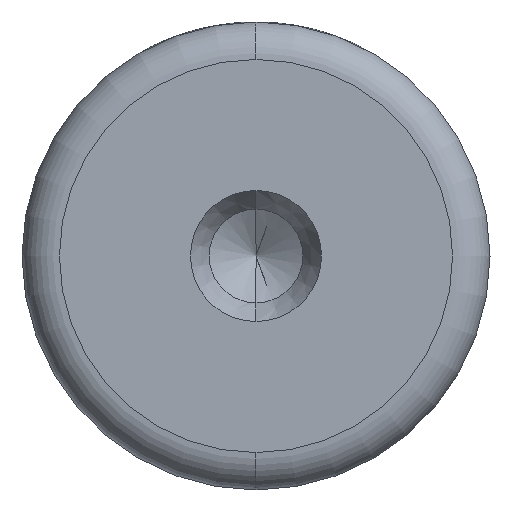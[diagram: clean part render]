
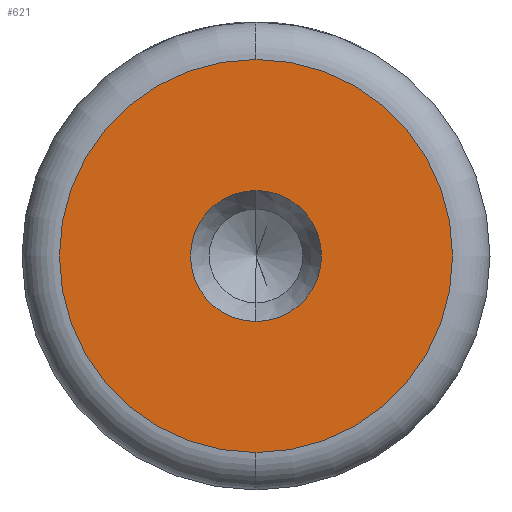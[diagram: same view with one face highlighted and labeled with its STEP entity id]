
A CAD part, left-side view. The second image highlights one B-rep face of the part: STEP entity #621.
In plain terms, the highlighted planar face has unit normal (-1, 0, 0).
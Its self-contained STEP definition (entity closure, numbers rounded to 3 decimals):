
#5 = FACE_OUTER_BOUND ( 'NONE', #495, .T. ) ;
#20 = DIRECTION ( 'NONE',  ( 0., 0., 1. ) ) ;
#33 = DIRECTION ( 'NONE',  ( 0., 0., 1. ) ) ;
#71 = DIRECTION ( 'NONE',  ( -1., 0., 0. ) ) ;
#126 = VERTEX_POINT ( 'NONE', #1082 ) ;
#179 = ORIENTED_EDGE ( 'NONE', *, *, #1213, .T. ) ;
#235 = DIRECTION ( 'NONE',  ( -1., 0., 0. ) ) ;
#312 = ORIENTED_EDGE ( 'NONE', *, *, #1134, .F. ) ;
#324 = CARTESIAN_POINT ( 'NONE',  ( 0., 0., 0. ) ) ;
#334 = VERTEX_POINT ( 'NONE', #527 ) ;
#353 = EDGE_LOOP ( 'NONE', ( #934, #312 ) ) ;
#419 = VERTEX_POINT ( 'NONE', #1311 ) ;
#429 = AXIS2_PLACEMENT_3D ( 'NONE', #919, #235, #1036 ) ;
#435 = DIRECTION ( 'NONE',  ( 0., 0., 1. ) ) ;
#440 = AXIS2_PLACEMENT_3D ( 'NONE', #1352, #688, #33 ) ;
#495 = EDGE_LOOP ( 'NONE', ( #981, #179 ) ) ;
#506 = AXIS2_PLACEMENT_3D ( 'NONE', #1337, #672, #20 ) ;
#526 = AXIS2_PLACEMENT_3D ( 'NONE', #324, #1113, #435 ) ;
#527 = CARTESIAN_POINT ( 'NONE',  ( 0., 0., -10.5 ) ) ;
#621 = ADVANCED_FACE ( 'NONE', ( #5, #1159 ), #729, .T. ) ;
#672 = DIRECTION ( 'NONE',  ( -1., 0., 0. ) ) ;
#688 = DIRECTION ( 'NONE',  ( -1., 0., 0. ) ) ;
#693 = CIRCLE ( 'NONE', #506, 10.5 ) ;
#729 = PLANE ( 'NONE',  #748 ) ;
#748 = AXIS2_PLACEMENT_3D ( 'NONE', #1287, #71, #847 ) ;
#847 = DIRECTION ( 'NONE',  ( 0., 0., 1. ) ) ;
#853 = CIRCLE ( 'NONE', #440, 10.5 ) ;
#919 = CARTESIAN_POINT ( 'NONE',  ( 0., 0., 0. ) ) ;
#934 = ORIENTED_EDGE ( 'NONE', *, *, #1220, .F. ) ;
#962 = CIRCLE ( 'NONE', #526, 3.5 ) ;
#981 = ORIENTED_EDGE ( 'NONE', *, *, #1173, .T. ) ;
#1036 = DIRECTION ( 'NONE',  ( 0., 0., 1. ) ) ;
#1049 = CARTESIAN_POINT ( 'NONE',  ( 0., 0., 3.5 ) ) ;
#1082 = CARTESIAN_POINT ( 'NONE',  ( 0., 0., -3.5 ) ) ;
#1113 = DIRECTION ( 'NONE',  ( -1., 0., 0. ) ) ;
#1117 = CIRCLE ( 'NONE', #429, 3.5 ) ;
#1134 = EDGE_CURVE ( 'NONE', #126, #1396, #962, .T. ) ;
#1159 = FACE_BOUND ( 'NONE', #353, .T. ) ;
#1173 = EDGE_CURVE ( 'NONE', #419, #334, #693, .T. ) ;
#1213 = EDGE_CURVE ( 'NONE', #334, #419, #853, .T. ) ;
#1220 = EDGE_CURVE ( 'NONE', #1396, #126, #1117, .T. ) ;
#1287 = CARTESIAN_POINT ( 'NONE',  ( 0., 0., 0. ) ) ;
#1311 = CARTESIAN_POINT ( 'NONE',  ( 0., 0., 10.5 ) ) ;
#1337 = CARTESIAN_POINT ( 'NONE',  ( 0., 0., 0. ) ) ;
#1352 = CARTESIAN_POINT ( 'NONE',  ( 0., 0., 0. ) ) ;
#1396 = VERTEX_POINT ( 'NONE', #1049 ) ;
